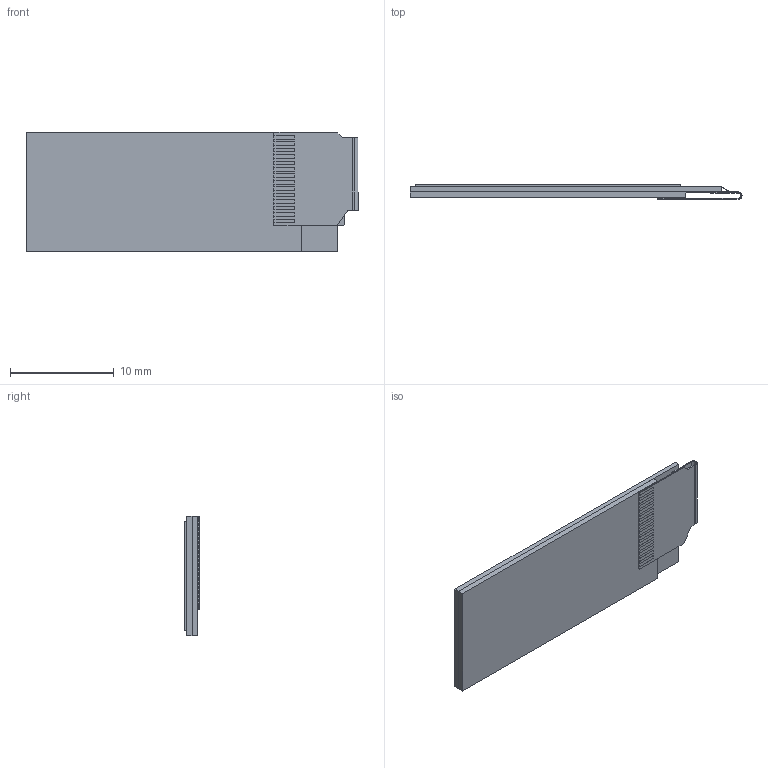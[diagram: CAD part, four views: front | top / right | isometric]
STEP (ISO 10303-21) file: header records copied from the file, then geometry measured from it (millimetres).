
FILE_DESCRIPTION (( 'STEP AP214' ), '1' );
FILE_NAME ('4E2D9268-686F-4E65-8AC1-F694778AD3AC.STEP', '2025-07-19T21:16:44', ( '' ), ( '' ), 'SwSTEP 2.0', 'SolidWorks 2022', '' );
FILE_SCHEMA (( 'AUTOMOTIVE_DESIGN' ));
Length unit declared in the file: millimetre
Products named in the file (1): 4E2D9268-686F-4E65-8AC1-F694778AD3AC
Bounding box: 32 x 1.42 x 11.5 mm (x, y, z)
Volume: 407.2 mm3; surface area: 1666.4 mm2
Topology: 9 solids, 9 shells, 197 faces, 536 edges, 360 vertices
Faces by surface type: plane 178, cylinder 19
Entity records: 6598 total; most frequent: CARTESIAN_POINT 1124, ORIENTED_EDGE 1072, DIRECTION 958, EDGE_CURVE 536, VECTOR 490, LINE 490, VERTEX_POINT 360, AXIS2_PLACEMENT_3D 234
